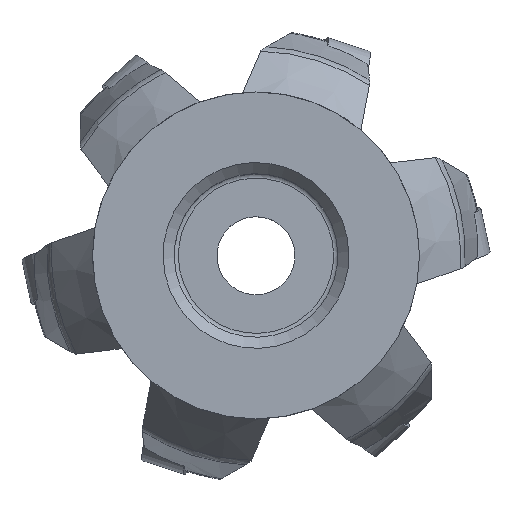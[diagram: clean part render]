
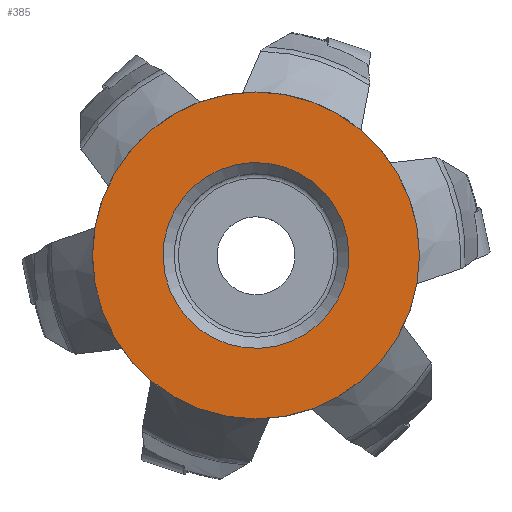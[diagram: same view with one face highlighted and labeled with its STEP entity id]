
A CAD part, top view. The second image highlights one B-rep face of the part: STEP entity #385.
In plain terms, the highlighted planar face has unit normal (0, 0, 1).
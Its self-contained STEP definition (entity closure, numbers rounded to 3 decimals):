
#134=PLANE('',#2054);
#320=FACE_BOUND('',#601,.T.);
#321=FACE_BOUND('',#602,.T.);
#385=ADVANCED_FACE('',(#320,#321),#134,.T.);
#601=EDGE_LOOP('',(#1012));
#602=EDGE_LOOP('',(#1013));
#693=CIRCLE('',#2020,22.);
#699=CIRCLE('',#2032,12.505);
#1012=ORIENTED_EDGE('',*,*,#1617,.F.);
#1013=ORIENTED_EDGE('',*,*,#1623,.F.);
#1392=VERTEX_POINT('',#3696);
#1398=VERTEX_POINT('',#3714);
#1617=EDGE_CURVE('',#1392,#1392,#693,.T.);
#1623=EDGE_CURVE('',#1398,#1398,#699,.T.);
#2020=AXIS2_PLACEMENT_3D('',#3695,#2344,#2345);
#2032=AXIS2_PLACEMENT_3D('',#3713,#2368,#2369);
#2054=AXIS2_PLACEMENT_3D('',#3746,#2412,#2413);
#2344=DIRECTION('',(0.,0.,-1.));
#2345=DIRECTION('',(1.,0.,0.));
#2368=DIRECTION('',(0.,0.,1.));
#2369=DIRECTION('',(-0.208,0.978,0.));
#2412=DIRECTION('',(0.,0.,1.));
#2413=DIRECTION('',(-0.208,0.978,0.));
#3695=CARTESIAN_POINT('',(0.,0.,0.));
#3696=CARTESIAN_POINT('',(22.,0.,0.));
#3713=CARTESIAN_POINT('',(0.,0.,0.));
#3714=CARTESIAN_POINT('',(-2.6,12.232,0.));
#3746=CARTESIAN_POINT('',(-22.,0.,0.));
